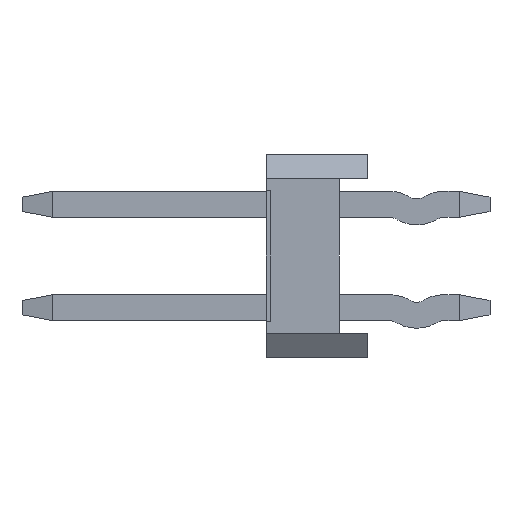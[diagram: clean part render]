
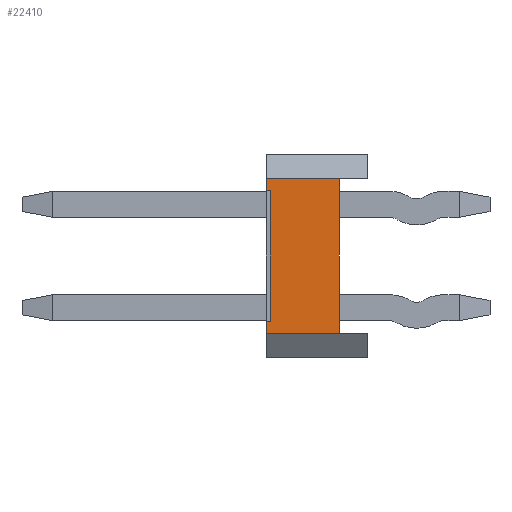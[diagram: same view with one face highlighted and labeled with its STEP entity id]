
A CAD part, left-side view. The second image highlights one B-rep face of the part: STEP entity #22410.
In plain terms, the highlighted planar face has unit normal (-1, 0, 0).
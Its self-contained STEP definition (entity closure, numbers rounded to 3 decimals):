
#22033=CARTESIAN_POINT('',(-1.27,-0.1,1.6));
#22034=VERTEX_POINT('',#22033);
#22051=CARTESIAN_POINT('',(-1.27,-0.1,-1.6));
#22052=VERTEX_POINT('',#22051);
#22059=CARTESIAN_POINT('',(-1.27,-0.1,-1.6));
#22060=DIRECTION('',(0.,0.,1.));
#22061=VECTOR('',#22060,3.2);
#22062=LINE('',#22059,#22061);
#22063=EDGE_CURVE('',#22052,#22034,#22062,.T.);
#22348=CARTESIAN_POINT('',(-1.27,0.,-1.9));
#22349=DIRECTION('',(0.,0.,1.));
#22350=DIRECTION('',(-1.,0.,0.));
#22351=AXIS2_PLACEMENT_3D('',#22348,#22350,#22349);
#22352=PLANE('',#22351);
#22353=CARTESIAN_POINT('',(-1.27,0.,-1.6));
#22354=VERTEX_POINT('',#22353);
#22355=CARTESIAN_POINT('',(-1.27,-0.1,-1.6));
#22356=DIRECTION('',(0.,1.,0.));
#22357=VECTOR('',#22356,0.1);
#22358=LINE('',#22355,#22357);
#22359=EDGE_CURVE('',#22052,#22354,#22358,.T.);
#22360=ORIENTED_EDGE('',*,*,#22359,.T.);
#22361=CARTESIAN_POINT('',(-1.27,0.,-1.9));
#22362=VERTEX_POINT('',#22361);
#22363=CARTESIAN_POINT('',(-1.27,0.,-1.6));
#22364=DIRECTION('',(0.,0.,-1.));
#22365=VECTOR('',#22364,0.3);
#22366=LINE('',#22363,#22365);
#22367=EDGE_CURVE('',#22354,#22362,#22366,.T.);
#22368=ORIENTED_EDGE('',*,*,#22367,.T.);
#22369=CARTESIAN_POINT('',(-1.27,-1.8,-1.9));
#22370=VERTEX_POINT('',#22369);
#22371=CARTESIAN_POINT('',(-1.27,0.,-1.9));
#22372=DIRECTION('',(0.,-1.,0.));
#22373=VECTOR('',#22372,1.8);
#22374=LINE('',#22371,#22373);
#22375=EDGE_CURVE('',#22362,#22370,#22374,.T.);
#22376=ORIENTED_EDGE('',*,*,#22375,.T.);
#22377=CARTESIAN_POINT('',(-1.27,-1.8,1.9));
#22378=VERTEX_POINT('',#22377);
#22379=CARTESIAN_POINT('',(-1.27,-1.8,-1.9));
#22380=DIRECTION('',(0.,0.,1.));
#22381=VECTOR('',#22380,3.8);
#22382=LINE('',#22379,#22381);
#22383=EDGE_CURVE('',#22370,#22378,#22382,.T.);
#22384=ORIENTED_EDGE('',*,*,#22383,.T.);
#22385=CARTESIAN_POINT('',(-1.27,0.,1.9));
#22386=VERTEX_POINT('',#22385);
#22387=CARTESIAN_POINT('',(-1.27,-1.8,1.9));
#22388=DIRECTION('',(0.,1.,0.));
#22389=VECTOR('',#22388,1.8);
#22390=LINE('',#22387,#22389);
#22391=EDGE_CURVE('',#22378,#22386,#22390,.T.);
#22392=ORIENTED_EDGE('',*,*,#22391,.T.);
#22393=CARTESIAN_POINT('',(-1.27,0.,1.6));
#22394=VERTEX_POINT('',#22393);
#22395=CARTESIAN_POINT('',(-1.27,0.,1.9));
#22396=DIRECTION('',(0.,0.,-1.));
#22397=VECTOR('',#22396,0.3);
#22398=LINE('',#22395,#22397);
#22399=EDGE_CURVE('',#22386,#22394,#22398,.T.);
#22400=ORIENTED_EDGE('',*,*,#22399,.T.);
#22401=CARTESIAN_POINT('',(-1.27,0.,1.6));
#22402=DIRECTION('',(0.,-1.,0.));
#22403=VECTOR('',#22402,0.1);
#22404=LINE('',#22401,#22403);
#22405=EDGE_CURVE('',#22394,#22034,#22404,.T.);
#22406=ORIENTED_EDGE('',*,*,#22405,.T.);
#22407=ORIENTED_EDGE('',*,*,#22063,.F.);
#22408=EDGE_LOOP('',(#22360,#22368,#22376,#22384,#22392,#22400,#22406,#22407));
#22409=FACE_OUTER_BOUND('',#22408,.T.);
#22410=ADVANCED_FACE('',(#22409),#22352,.T.);
